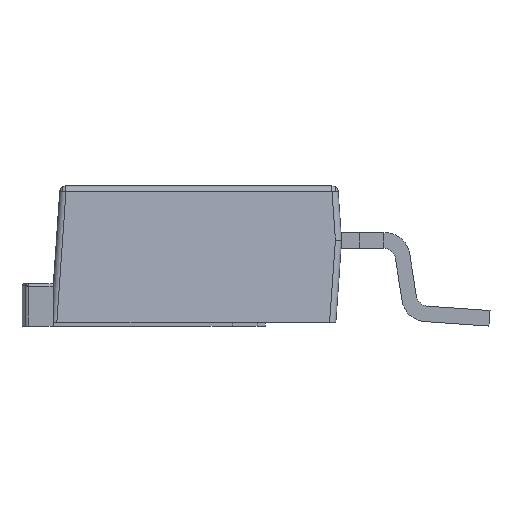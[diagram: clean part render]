
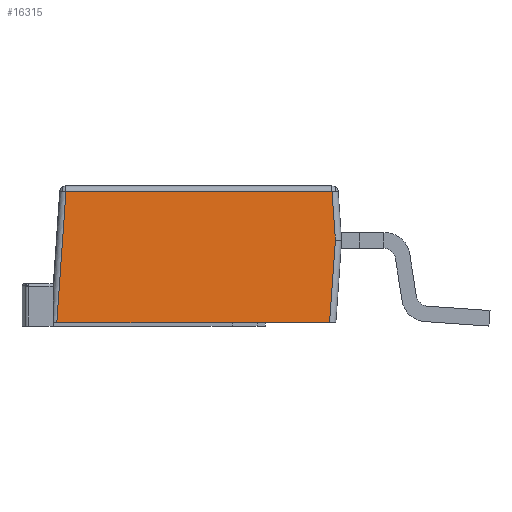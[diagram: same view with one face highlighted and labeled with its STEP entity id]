
A CAD part, left-side view. The second image highlights one B-rep face of the part: STEP entity #16315.
In plain terms, the highlighted planar face has unit normal (-0.998, 0, 0.07).
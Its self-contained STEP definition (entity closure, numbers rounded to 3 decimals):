
#8 = VECTOR ( 'NONE', #16190, 1000. ) ;
#959 = CARTESIAN_POINT ( 'NONE',  ( -5., 4.507, 0.1 ) ) ;
#1513 = ORIENTED_EDGE ( 'NONE', *, *, #2252, .T. ) ;
#1702 = CARTESIAN_POINT ( 'NONE',  ( -4.705, 4.213, 4.314 ) ) ;
#1970 = CARTESIAN_POINT ( 'NONE',  ( -5., -4.256, 0.1 ) ) ;
#2252 = EDGE_CURVE ( 'NONE', #11949, #10190, #16796, .T. ) ;
#3509 = CARTESIAN_POINT ( 'NONE',  ( -4.846, 2.313, 2.3 ) ) ;
#4821 = DIRECTION ( 'NONE',  ( 0.07, 0., 0.998 ) ) ;
#5065 = VECTOR ( 'NONE', #8757, 1000. ) ;
#5140 = FACE_OUTER_BOUND ( 'NONE', #15782, .T. ) ;
#5192 = ORIENTED_EDGE ( 'NONE', *, *, #7714, .T. ) ;
#5524 = CARTESIAN_POINT ( 'NONE',  ( -5., -4.256, 0.1 ) ) ;
#6446 = DIRECTION ( 'NONE',  ( 0., -1., 0. ) ) ;
#6672 = VECTOR ( 'NONE', #12325, 1000. ) ;
#7017 = LINE ( 'NONE', #5524, #8 ) ;
#7063 = LINE ( 'NONE', #14955, #6672 ) ;
#7714 = EDGE_CURVE ( 'NONE', #10374, #11590, #9305, .T. ) ;
#8661 = AXIS2_PLACEMENT_3D ( 'NONE', #3509, #12783, #4821 ) ;
#8757 = DIRECTION ( 'NONE',  ( -0.07, 0.07, -0.995 ) ) ;
#8886 = VECTOR ( 'NONE', #13989, 1000. ) ;
#9005 = ORIENTED_EDGE ( 'NONE', *, *, #15513, .T. ) ;
#9305 = LINE ( 'NONE', #12668, #8886 ) ;
#9909 = ORIENTED_EDGE ( 'NONE', *, *, #14291, .T. ) ;
#10100 = CARTESIAN_POINT ( 'NONE',  ( -4.705, 4.213, 4.314 ) ) ;
#10190 = VERTEX_POINT ( 'NONE', #1970 ) ;
#10374 = VERTEX_POINT ( 'NONE', #14087 ) ;
#10589 = CARTESIAN_POINT ( 'NONE',  ( -4.705, -4.334, 4.314 ) ) ;
#10716 = VERTEX_POINT ( 'NONE', #1702 ) ;
#11317 = PLANE ( 'NONE',  #8661 ) ;
#11590 = VERTEX_POINT ( 'NONE', #10589 ) ;
#11949 = VERTEX_POINT ( 'NONE', #959 ) ;
#12325 = DIRECTION ( 'NONE',  ( 0., 1., 0. ) ) ;
#12668 = CARTESIAN_POINT ( 'NONE',  ( -4.814, -4.442, 2.764 ) ) ;
#12783 = DIRECTION ( 'NONE',  ( -0.998, 0., 0.07 ) ) ;
#13138 = EDGE_CURVE ( 'NONE', #10190, #10374, #7017, .T. ) ;
#13247 = VECTOR ( 'NONE', #6446, 1000. ) ;
#13832 = ORIENTED_EDGE ( 'NONE', *, *, #13138, .T. ) ;
#13989 = DIRECTION ( 'NONE',  ( 0.07, 0.07, 0.995 ) ) ;
#14087 = CARTESIAN_POINT ( 'NONE',  ( -4.814, -4.442, 2.764 ) ) ;
#14291 = EDGE_CURVE ( 'NONE', #10716, #11949, #15705, .T. ) ;
#14955 = CARTESIAN_POINT ( 'NONE',  ( -4.705, 2.313, 4.314 ) ) ;
#15513 = EDGE_CURVE ( 'NONE', #11590, #10716, #7063, .T. ) ;
#15705 = LINE ( 'NONE', #10100, #5065 ) ;
#15754 = CARTESIAN_POINT ( 'NONE',  ( -5., 0.835, 0.1 ) ) ;
#15782 = EDGE_LOOP ( 'NONE', ( #13832, #5192, #9005, #9909, #1513 ) ) ;
#16190 = DIRECTION ( 'NONE',  ( 0.07, -0.07, 0.995 ) ) ;
#16315 = ADVANCED_FACE ( 'NONE', ( #5140 ), #11317, .T. ) ;
#16796 = LINE ( 'NONE', #15754, #13247 ) ;
